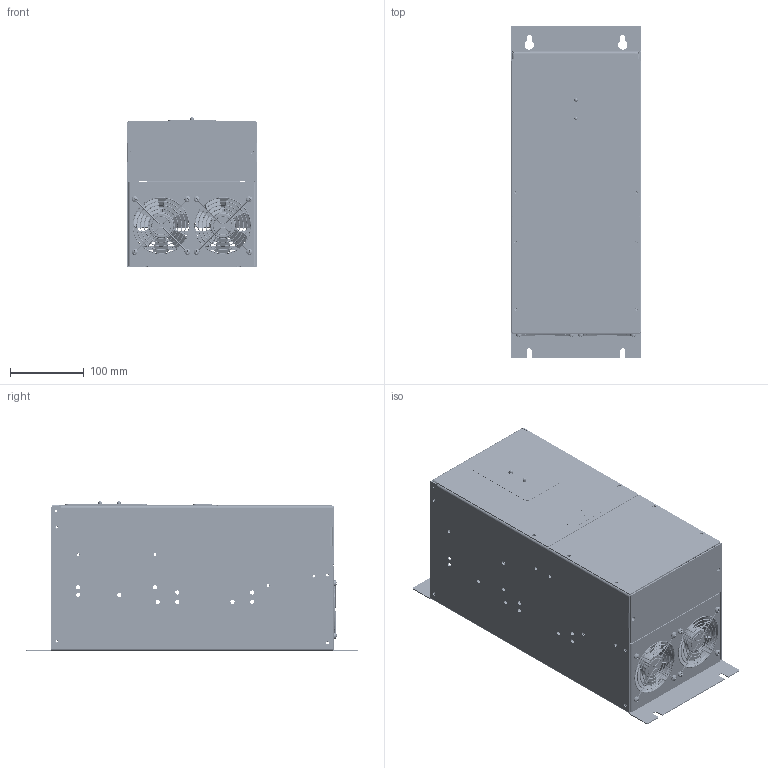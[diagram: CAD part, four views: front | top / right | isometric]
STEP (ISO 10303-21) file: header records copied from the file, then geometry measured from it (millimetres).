
FILE_DESCRIPTION (( 'STEP AP214' ), '1' );
FILE_NAME ('M3575T-H300.STEP', '2024-03-26T14:53:57', ( '' ), ( '' ), 'SwSTEP 2.0', 'SolidWorks 2023', '' );
FILE_SCHEMA (( 'AUTOMOTIVE_DESIGN' ));
Length unit declared in the file: inch
Products named in the file (40): MTW 3575-B7T-BDBR; SUB 3575-B7T-BOARD; LBL 3575-LED2; TS RW-SAK35; MTW 3575-B7T-UC; LD CM-5100H1; self-clinching nut_pmi_PEM CLS-632-2 ---S; M3575T-H300; self-clinching nut_pmi_PEM CLS-832-2 ---S; MTW 3575-B7T-LCF; TS RW-AP35; MTW 3575-B7T-TSB; TS RW-TS32_5.0; MTW 3575-B7T-FC-B; TS RW-SAK2.5; lock washer spring regular_ai_Regular LW 0.138; pan cross head_ai_CR-PHMS 0.164-32x1.25x1-S; TS RW-AP2.5; MTW 3575-B7T; MTW 3575-B7T-LC; LD CM-5100H5; MTW 3575-B7T-FC-A; SUB 3575-B7T-FAN; flat head screw_ai_CR-FHMS 0.19-32x0.375x0.375-S; TS RW-EWK1; HEX STANDOFF_#6-32x0.5; LBL DANGER; machine screw nut hex_ai_MSHXNUT 0.164-32-S-S; ASB 3575C10; SUB 3575-B7T-200-300A TERM; pan cross head_ai_CR-PHMS 0.138-32x0.25x0.25-S; TS RW-EK10; FN 3.1-GRILL; FN 3.1-24DC-50; machine screw nut hex_ai_MSHXNUT 0.190-32-S-S
Assembly tree (101 placements, depth 4):
  M3575T-H300
    MTW 3575-B7T
      MTW 3575-B7T
      self-clinching nut_pmi_PEM CLS-632-2 ---S  x6
      self-clinching nut_pmi_PEM CLS-832-2 ---S  x2
    SUB 3575-B7T-BOARD
      MTW 3575-B7T-BDBR
        MTW 3575-B7T-BDBR
        self-clinching nut_pmi_PEM CLS-832-2 ---S  x4
      HEX STANDOFF_#6-32x0.5  x4
      ASB 3575C10
      lock washer spring regular_ai_Regular LW 0.138  x8
      pan cross head_ai_CR-PHMS 0.138-32x0.25x0.25-S  x8
    SUB 3575-B7T-200-300A TERM
      MTW 3575-B7T-TSB
        MTW 3575-B7T-TSB
        self-clinching nut_pmi_PEM CLS-832-2 ---S  x4
      TS RW-TS32_5.0
      TS RW-SAK35  x4
      TS RW-AP35
      TS RW-EWK1  x2
      TS RW-EK10
      TS RW-AP2.5
      TS RW-SAK2.5  x2
      flat head screw_ai_CR-FHMS 0.19-32x0.375x0.375-S  x2
      machine screw nut hex_ai_MSHXNUT 0.190-32-S-S  x2
    SUB 3575-B7T-FAN
      MTW 3575-B7T-LCF
        MTW 3575-B7T-LCF
        self-clinching nut_pmi_PEM CLS-832-2 ---S  x4
      FN 3.1-24DC-50  x2
      FN 3.1-GRILL  x2
      machine screw nut hex_ai_MSHXNUT 0.164-32-S-S  x8
      pan cross head_ai_CR-PHMS 0.164-32x1.25x1-S  x8
    MTW 3575-B7T-FC-A
    LBL 3575-LED2
    LD CM-5100H1
    LD CM-5100H5
    LBL DANGER
    MTW 3575-B7T-UC
      MTW 3575-B7T-UC
      self-clinching nut_pmi_PEM CLS-632-2 ---S  x4
    MTW 3575-B7T-FC-B
    MTW 3575-B7T-LC
Bounding box: 177.8 x 450.85 x 203.48 mm (x, y, z)
Volume: 972452.2 mm3; surface area: 1123596.5 mm2
Topology: 105 solids, 116 shells, 11768 faces, 32456 edges, 20910 vertices
Faces by surface type: plane 5222, cylinder 2823, cone 2258, bspline 1117, torus 300, sphere 48
Entity records: 194022 total; most frequent: CARTESIAN_POINT 64878, ORIENTED_EDGE 27694, DIRECTION 22893, EDGE_CURVE 14852, VERTEX_POINT 9888, LINE 8833, VECTOR 8833, AXIS2_PLACEMENT_3D 7030
